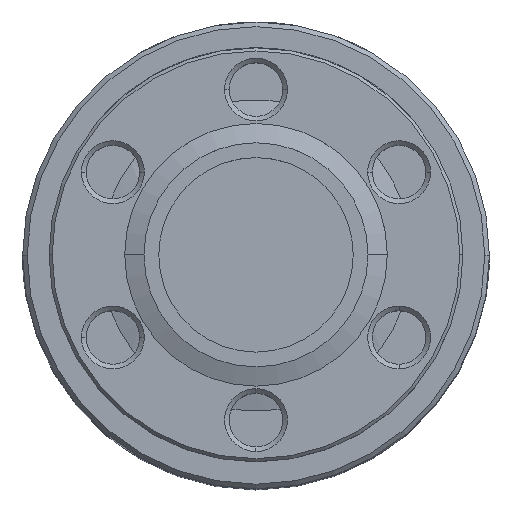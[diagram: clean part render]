
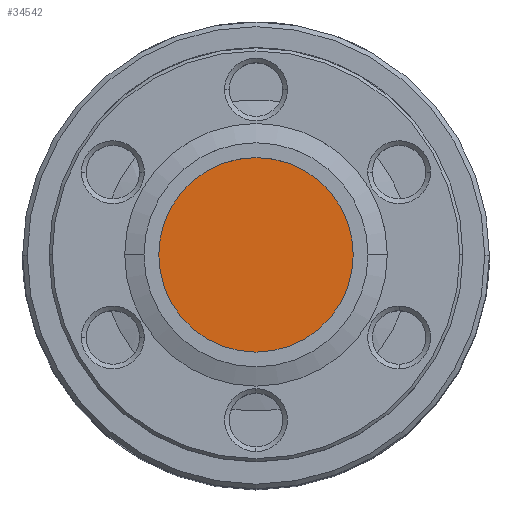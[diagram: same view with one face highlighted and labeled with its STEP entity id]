
A CAD part, top view. The second image highlights one B-rep face of the part: STEP entity #34542.
In plain terms, the highlighted planar face has unit normal (0, 0, 1).
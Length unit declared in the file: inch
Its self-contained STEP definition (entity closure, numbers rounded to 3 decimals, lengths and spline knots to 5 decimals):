
#5255 = VERTEX_POINT ( 'NONE', #54063 ) ;
#5448 = VERTEX_POINT ( 'NONE', #53961 ) ;
#19662 = EDGE_CURVE ( 'NONE', #5448, #5255, #23887, .T. ) ;
#19664 = EDGE_CURVE ( 'NONE', #5255, #5448, #23890, .T. ) ;
#19973 = FACE_OUTER_BOUND ( 'NONE', #32941, .T. ) ;
#21074 = AXIS2_PLACEMENT_3D ( 'NONE', #44685, #44708, #44710 ) ;
#23887 = CIRCLE ( 'NONE', #28264, 0.3125 ) ;
#23890 = CIRCLE ( 'NONE', #28266, 0.3125 ) ;
#28264 = AXIS2_PLACEMENT_3D ( 'NONE', #42577, #42575, #42573 ) ;
#28266 = AXIS2_PLACEMENT_3D ( 'NONE', #42564, #42562, #42560 ) ;
#32941 = EDGE_LOOP ( 'NONE', ( #33745, #33744 ) ) ;
#33744 = ORIENTED_EDGE ( 'NONE', *, *, #19662, .T. ) ;
#33745 = ORIENTED_EDGE ( 'NONE', *, *, #19664, .T. ) ;
#34542 = ADVANCED_FACE ( 'NONE', ( #19973 ), #44702, .T. ) ;
#42560 = DIRECTION ( 'NONE',  ( -1., 0., 0. ) ) ;
#42562 = DIRECTION ( 'NONE',  ( 0., 0., 1. ) ) ;
#42564 = CARTESIAN_POINT ( 'NONE',  ( 0., 0., -0.125 ) ) ;
#42573 = DIRECTION ( 'NONE',  ( -1., 0., 0. ) ) ;
#42575 = DIRECTION ( 'NONE',  ( 0., 0., 1. ) ) ;
#42577 = CARTESIAN_POINT ( 'NONE',  ( 0., 0., -0.125 ) ) ;
#44685 = CARTESIAN_POINT ( 'NONE',  ( 0., 0., -0.125 ) ) ;
#44702 = PLANE ( 'NONE',  #21074 ) ;
#44708 = DIRECTION ( 'NONE',  ( 0., 0., 1. ) ) ;
#44710 = DIRECTION ( 'NONE',  ( 0., -1., 0. ) ) ;
#53961 = CARTESIAN_POINT ( 'NONE',  ( 0.3125, 0., -0.125 ) ) ;
#54063 = CARTESIAN_POINT ( 'NONE',  ( -0.3125, 0., -0.125 ) ) ;
